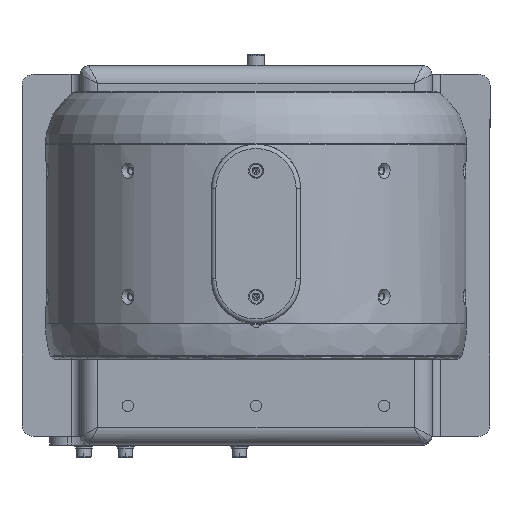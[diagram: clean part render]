
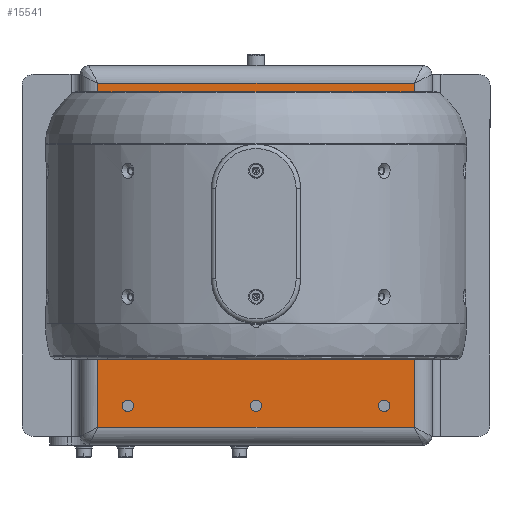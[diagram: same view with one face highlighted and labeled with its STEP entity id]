
A CAD part, front view. The second image highlights one B-rep face of the part: STEP entity #15541.
In plain terms, the highlighted planar face has unit normal (0, -1, 0).
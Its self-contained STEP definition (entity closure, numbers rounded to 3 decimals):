
#1446 = ORIENTED_EDGE ( 'NONE', *, *, #43291, .T. ) ;
#1649 = CARTESIAN_POINT ( 'NONE',  ( -5.1, -5.2, 143.325 ) ) ;
#1899 = EDGE_CURVE ( 'NONE', #22525, #22525, #50436, .T. ) ;
#1983 = EDGE_LOOP ( 'NONE', ( #16887 ) ) ;
#2285 = ORIENTED_EDGE ( 'NONE', *, *, #15815, .T. ) ;
#2425 = ORIENTED_EDGE ( 'NONE', *, *, #49774, .T. ) ;
#4190 = DIRECTION ( 'NONE',  ( 0., 1., 0. ) ) ;
#5499 = DIRECTION ( 'NONE',  ( 0., 1., 0. ) ) ;
#5891 = CARTESIAN_POINT ( 'NONE',  ( -120.1, -5.2, 53.325 ) ) ;
#6139 = DIRECTION ( 'NONE',  ( -1., 0., 0. ) ) ;
#6433 = FACE_OUTER_BOUND ( 'NONE', #47986, .T. ) ;
#6974 = FACE_BOUND ( 'NONE', #32677, .T. ) ;
#7109 = CARTESIAN_POINT ( 'NONE',  ( 109.9, -5.2, 143.325 ) ) ;
#8108 = CARTESIAN_POINT ( 'NONE',  ( -115., -5.2, -126.675 ) ) ;
#9047 = CARTESIAN_POINT ( 'NONE',  ( -115., -5.2, 53.325 ) ) ;
#9739 = AXIS2_PLACEMENT_3D ( 'NONE', #18664, #38909, #31273 ) ;
#10088 = VERTEX_POINT ( 'NONE', #5891 ) ;
#10249 = CIRCLE ( 'NONE', #39691, 5.1 ) ;
#10372 = FACE_BOUND ( 'NONE', #23201, .T. ) ;
#10765 = VERTEX_POINT ( 'NONE', #26875 ) ;
#11002 = EDGE_CURVE ( 'NONE', #17319, #48776, #26125, .T. ) ;
#11193 = DIRECTION ( 'NONE',  ( 0., 1., 0. ) ) ;
#11746 = DIRECTION ( 'NONE',  ( 0., 0., -1. ) ) ;
#11963 = DIRECTION ( 'NONE',  ( -1., 0., 0. ) ) ;
#12265 = DIRECTION ( 'NONE',  ( -1., 0., 0. ) ) ;
#12492 = ORIENTED_EDGE ( 'NONE', *, *, #13947, .T. ) ;
#13489 = DIRECTION ( 'NONE',  ( 0., 1., 0. ) ) ;
#13947 = EDGE_CURVE ( 'NONE', #51253, #51253, #51102, .T. ) ;
#14902 = CARTESIAN_POINT ( 'NONE',  ( 109.9, -5.2, -36.675 ) ) ;
#14944 = EDGE_LOOP ( 'NONE', ( #1446 ) ) ;
#15011 = CIRCLE ( 'NONE', #20924, 5.1 ) ;
#15101 = CIRCLE ( 'NONE', #41169, 5.1 ) ;
#15541 = ADVANCED_FACE ( 'NONE', ( #10372, #26444, #22241, #34843, #18834, #6974, #30142, #26713, #18303, #42502, #6433, #46199 ), #50957, .F. ) ;
#15815 = EDGE_CURVE ( 'NONE', #45064, #17319, #40327, .T. ) ;
#16543 = EDGE_LOOP ( 'NONE', ( #41958 ) ) ;
#16887 = ORIENTED_EDGE ( 'NONE', *, *, #29632, .T. ) ;
#16935 = VERTEX_POINT ( 'NONE', #48756 ) ;
#17010 = ORIENTED_EDGE ( 'NONE', *, *, #39530, .T. ) ;
#17026 = LINE ( 'NONE', #17526, #38520 ) ;
#17319 = VERTEX_POINT ( 'NONE', #17492 ) ;
#17492 = CARTESIAN_POINT ( 'NONE',  ( 142., -5.2, -146.05 ) ) ;
#17526 = CARTESIAN_POINT ( 'NONE',  ( 142., -5.2, 162.7 ) ) ;
#18000 = CARTESIAN_POINT ( 'NONE',  ( 142., -5.2, -164.3 ) ) ;
#18303 = FACE_BOUND ( 'NONE', #1983, .T. ) ;
#18664 = CARTESIAN_POINT ( 'NONE',  ( 0., -5.2, 27.7 ) ) ;
#18834 = FACE_BOUND ( 'NONE', #27496, .T. ) ;
#18887 = DIRECTION ( 'NONE',  ( 0., 1., 0. ) ) ;
#19046 = CARTESIAN_POINT ( 'NONE',  ( -120.1, -5.2, -126.675 ) ) ;
#19692 = CARTESIAN_POINT ( 'NONE',  ( -142., -5.2, 170.7 ) ) ;
#19991 = ORIENTED_EDGE ( 'NONE', *, *, #49769, .T. ) ;
#20015 = DIRECTION ( 'NONE',  ( 0., 1., 0. ) ) ;
#20111 = AXIS2_PLACEMENT_3D ( 'NONE', #33174, #5499, #21595 ) ;
#20282 = DIRECTION ( 'NONE',  ( -1., 0., 0. ) ) ;
#20437 = AXIS2_PLACEMENT_3D ( 'NONE', #23580, #27262, #39333 ) ;
#20924 = AXIS2_PLACEMENT_3D ( 'NONE', #9047, #37500, #12265 ) ;
#20994 = CIRCLE ( 'NONE', #40336, 5.1 ) ;
#21214 = DIRECTION ( 'NONE',  ( -1., 0., 0. ) ) ;
#21595 = DIRECTION ( 'NONE',  ( -1., 0., 0. ) ) ;
#22241 = FACE_BOUND ( 'NONE', #14944, .T. ) ;
#22451 = EDGE_LOOP ( 'NONE', ( #46507 ) ) ;
#22525 = VERTEX_POINT ( 'NONE', #28692 ) ;
#23012 = AXIS2_PLACEMENT_3D ( 'NONE', #24737, #4190, #31846 ) ;
#23020 = EDGE_CURVE ( 'NONE', #48776, #23498, #17026, .T. ) ;
#23095 = EDGE_CURVE ( 'NONE', #10088, #10088, #15011, .T. ) ;
#23201 = EDGE_LOOP ( 'NONE', ( #47627 ) ) ;
#23287 = DIRECTION ( 'NONE',  ( 0., 1., 0. ) ) ;
#23484 = CARTESIAN_POINT ( 'NONE',  ( -142., -5.2, 162.7 ) ) ;
#23498 = VERTEX_POINT ( 'NONE', #23484 ) ;
#23580 = CARTESIAN_POINT ( 'NONE',  ( 115., -5.2, -126.675 ) ) ;
#23780 = VERTEX_POINT ( 'NONE', #40079 ) ;
#24737 = CARTESIAN_POINT ( 'NONE',  ( 0., -5.2, 143.325 ) ) ;
#25303 = CARTESIAN_POINT ( 'NONE',  ( 142., -5.2, 162.7 ) ) ;
#26125 = LINE ( 'NONE', #18000, #40273 ) ;
#26444 = FACE_BOUND ( 'NONE', #47144, .T. ) ;
#26713 = FACE_BOUND ( 'NONE', #37419, .T. ) ;
#26875 = CARTESIAN_POINT ( 'NONE',  ( -120.1, -5.2, 143.325 ) ) ;
#27262 = DIRECTION ( 'NONE',  ( 0., 1., 0. ) ) ;
#27496 = EDGE_LOOP ( 'NONE', ( #37994 ) ) ;
#28113 = CIRCLE ( 'NONE', #23012, 5.1 ) ;
#28564 = AXIS2_PLACEMENT_3D ( 'NONE', #38264, #30353, #6139 ) ;
#28692 = CARTESIAN_POINT ( 'NONE',  ( -5.1, -5.2, -126.675 ) ) ;
#29248 = CIRCLE ( 'NONE', #42671, 5.1 ) ;
#29632 = EDGE_CURVE ( 'NONE', #37746, #37746, #28113, .T. ) ;
#29898 = ORIENTED_EDGE ( 'NONE', *, *, #11002, .T. ) ;
#30142 = FACE_BOUND ( 'NONE', #16543, .T. ) ;
#30353 = DIRECTION ( 'NONE',  ( 0., 1., 0. ) ) ;
#30360 = VECTOR ( 'NONE', #47966, 1000. ) ;
#30614 = VERTEX_POINT ( 'NONE', #19046 ) ;
#31273 = DIRECTION ( 'NONE',  ( 0.5, 0., 0.866 ) ) ;
#31491 = LINE ( 'NONE', #19692, #36934 ) ;
#31846 = DIRECTION ( 'NONE',  ( -1., 0., 0. ) ) ;
#31858 = EDGE_LOOP ( 'NONE', ( #17010 ) ) ;
#32124 = EDGE_LOOP ( 'NONE', ( #19991 ) ) ;
#32484 = CIRCLE ( 'NONE', #9739, 70. ) ;
#32677 = EDGE_LOOP ( 'NONE', ( #44087 ) ) ;
#33101 = EDGE_CURVE ( 'NONE', #30614, #30614, #29248, .T. ) ;
#33174 = CARTESIAN_POINT ( 'NONE',  ( 115., -5.2, 53.325 ) ) ;
#33852 = CIRCLE ( 'NONE', #20437, 5.1 ) ;
#34843 = FACE_BOUND ( 'NONE', #22451, .T. ) ;
#35109 = AXIS2_PLACEMENT_3D ( 'NONE', #49542, #13489, #37929 ) ;
#35377 = DIRECTION ( 'NONE',  ( 0., 1., 0. ) ) ;
#36631 = CARTESIAN_POINT ( 'NONE',  ( -120.1, -5.2, -36.675 ) ) ;
#36934 = VECTOR ( 'NONE', #11746, 1000. ) ;
#37419 = EDGE_LOOP ( 'NONE', ( #49087 ) ) ;
#37500 = DIRECTION ( 'NONE',  ( 0., 1., 0. ) ) ;
#37746 = VERTEX_POINT ( 'NONE', #1649 ) ;
#37929 = DIRECTION ( 'NONE',  ( -1., 0., 0. ) ) ;
#37994 = ORIENTED_EDGE ( 'NONE', *, *, #42969, .T. ) ;
#38264 = CARTESIAN_POINT ( 'NONE',  ( 0., -5.2, -126.675 ) ) ;
#38520 = VECTOR ( 'NONE', #21214, 1000. ) ;
#38877 = CARTESIAN_POINT ( 'NONE',  ( 115., -5.2, 143.325 ) ) ;
#38909 = DIRECTION ( 'NONE',  ( 0., 1., 0. ) ) ;
#39067 = DIRECTION ( 'NONE',  ( 0., 0., 1. ) ) ;
#39333 = DIRECTION ( 'NONE',  ( -1., 0., 0. ) ) ;
#39487 = CARTESIAN_POINT ( 'NONE',  ( 109.9, -5.2, 53.325 ) ) ;
#39530 = EDGE_CURVE ( 'NONE', #23780, #23780, #32484, .T. ) ;
#39691 = AXIS2_PLACEMENT_3D ( 'NONE', #43577, #11193, #42810 ) ;
#39802 = CARTESIAN_POINT ( 'NONE',  ( -142., -5.2, -146.05 ) ) ;
#40079 = CARTESIAN_POINT ( 'NONE',  ( 35., -5.2, 88.322 ) ) ;
#40273 = VECTOR ( 'NONE', #50646, 1000. ) ;
#40327 = LINE ( 'NONE', #39802, #30360 ) ;
#40336 = AXIS2_PLACEMENT_3D ( 'NONE', #38877, #18887, #47829 ) ;
#41169 = AXIS2_PLACEMENT_3D ( 'NONE', #43281, #35377, #11963 ) ;
#41958 = ORIENTED_EDGE ( 'NONE', *, *, #23095, .T. ) ;
#42502 = FACE_BOUND ( 'NONE', #32124, .T. ) ;
#42671 = AXIS2_PLACEMENT_3D ( 'NONE', #8108, #20015, #20282 ) ;
#42810 = DIRECTION ( 'NONE',  ( -1., 0., 0. ) ) ;
#42969 = EDGE_CURVE ( 'NONE', #44810, #44810, #10249, .T. ) ;
#43020 = CARTESIAN_POINT ( 'NONE',  ( 0., -5.2, 3.2 ) ) ;
#43281 = CARTESIAN_POINT ( 'NONE',  ( -115., -5.2, 143.325 ) ) ;
#43291 = EDGE_CURVE ( 'NONE', #16935, #16935, #33852, .T. ) ;
#43577 = CARTESIAN_POINT ( 'NONE',  ( -115., -5.2, -36.675 ) ) ;
#44087 = ORIENTED_EDGE ( 'NONE', *, *, #50854, .T. ) ;
#44810 = VERTEX_POINT ( 'NONE', #36631 ) ;
#45064 = VERTEX_POINT ( 'NONE', #47063 ) ;
#46199 = FACE_BOUND ( 'NONE', #31858, .T. ) ;
#46472 = AXIS2_PLACEMENT_3D ( 'NONE', #43020, #23287, #39067 ) ;
#46507 = ORIENTED_EDGE ( 'NONE', *, *, #1899, .T. ) ;
#47063 = CARTESIAN_POINT ( 'NONE',  ( -142., -5.2, -146.05 ) ) ;
#47144 = EDGE_LOOP ( 'NONE', ( #12492 ) ) ;
#47541 = ORIENTED_EDGE ( 'NONE', *, *, #23020, .T. ) ;
#47627 = ORIENTED_EDGE ( 'NONE', *, *, #49282, .T. ) ;
#47812 = CIRCLE ( 'NONE', #20111, 5.1 ) ;
#47829 = DIRECTION ( 'NONE',  ( -1., 0., 0. ) ) ;
#47966 = DIRECTION ( 'NONE',  ( 1., 0., 0. ) ) ;
#47986 = EDGE_LOOP ( 'NONE', ( #2425, #2285, #29898, #47541 ) ) ;
#48756 = CARTESIAN_POINT ( 'NONE',  ( 109.9, -5.2, -126.675 ) ) ;
#48776 = VERTEX_POINT ( 'NONE', #25303 ) ;
#49087 = ORIENTED_EDGE ( 'NONE', *, *, #33101, .T. ) ;
#49282 = EDGE_CURVE ( 'NONE', #50852, #50852, #47812, .T. ) ;
#49542 = CARTESIAN_POINT ( 'NONE',  ( 115., -5.2, -36.675 ) ) ;
#49769 = EDGE_CURVE ( 'NONE', #51385, #51385, #20994, .T. ) ;
#49774 = EDGE_CURVE ( 'NONE', #23498, #45064, #31491, .T. ) ;
#50436 = CIRCLE ( 'NONE', #28564, 5.1 ) ;
#50646 = DIRECTION ( 'NONE',  ( 0., 0., 1. ) ) ;
#50852 = VERTEX_POINT ( 'NONE', #39487 ) ;
#50854 = EDGE_CURVE ( 'NONE', #10765, #10765, #15101, .T. ) ;
#50957 = PLANE ( 'NONE',  #46472 ) ;
#51102 = CIRCLE ( 'NONE', #35109, 5.1 ) ;
#51253 = VERTEX_POINT ( 'NONE', #14902 ) ;
#51385 = VERTEX_POINT ( 'NONE', #7109 ) ;
